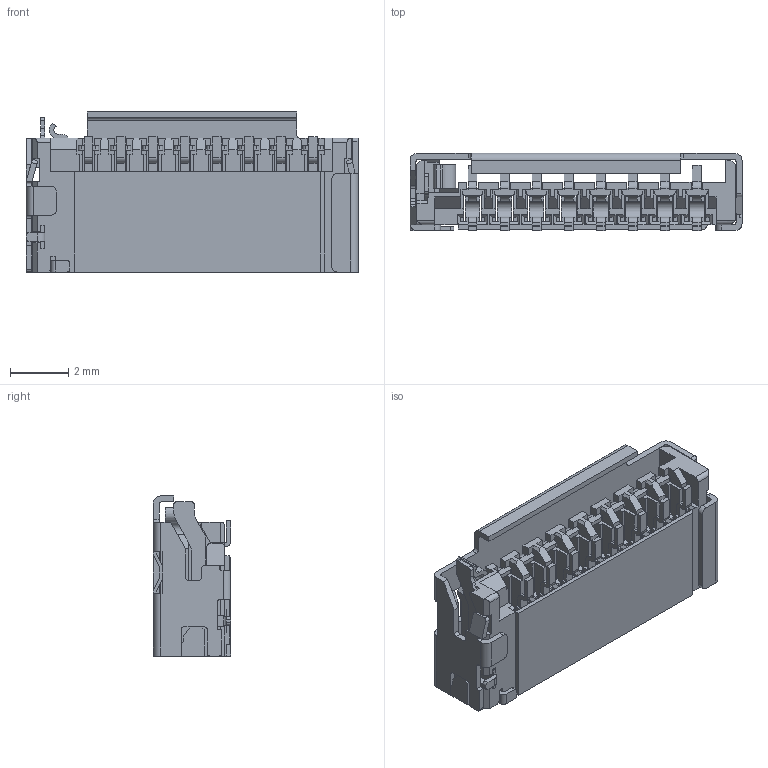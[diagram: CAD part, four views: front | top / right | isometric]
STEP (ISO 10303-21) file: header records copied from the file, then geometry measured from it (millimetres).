
FILE_DESCRIPTION((''),'2;1');
FILE_NAME('473092651','2009-05-21T',('gga'),(''),'PRO/ENGINEER BY PARAMETRIC TECHNOLOGY CORPORATION, 2003451','PRO/ENGINEER BY PARAMETRIC TECHNOLOGY CORPORATION, 2003451','');
FILE_SCHEMA(('CONFIG_CONTROL_DESIGN'));
Length unit declared in the file: millimetre
Products named in the file (1): 473092651
Bounding box: 11.4 x 2.65 x 5.5 mm (x, y, z)
Volume: 63.4 mm3; surface area: 502.3 mm2
Topology: 2 solids, 2 shells, 861 faces, 2644 edges, 1742 vertices
Faces by surface type: plane 688, cylinder 173
Entity records: 29191 total; most frequent: CARTESIAN_POINT 5237, ORIENTED_EDGE 5192, DIRECTION 4706, EDGE_CURVE 2596, VECTOR 2292, LINE 2292, VERTEX_POINT 1694, AXIS2_PLACEMENT_3D 1207
